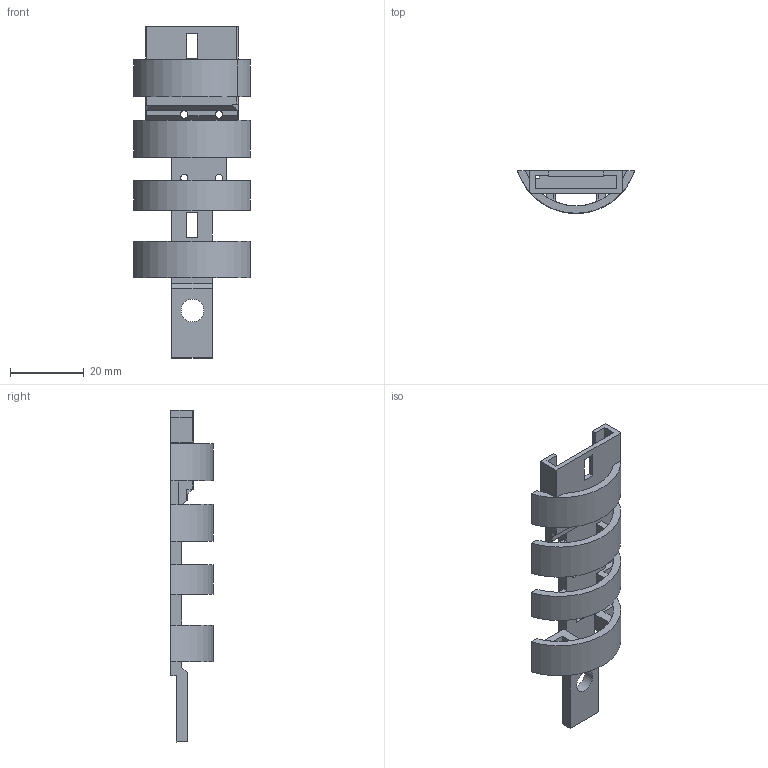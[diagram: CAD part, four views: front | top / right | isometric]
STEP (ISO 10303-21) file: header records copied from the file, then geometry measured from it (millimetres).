
FILE_DESCRIPTION(/* description */ (''),/* implementation_level */ '2;1');
FILE_NAME(/* name */ '9b91b814-a5dd-4345-b342-5db265587127.stp',/* time_stamp */ '2022-02-22T21:19:54+00:00',/* author */ (''),/* organization */ (''),/* preprocessor_version */ 'ST-DEVELOPER v18.1',/* originating_system */ 'Autodesk Translation Framework v10.13.0.1454',/* authorisation */ '');
FILE_SCHEMA (('AUTOMOTIVE_DESIGN { 1 0 10303 214 3 1 1 }'));
Length unit declared in the file: millimetre
Products named in the file (9): T-Stick - export - imu bed; T-Stick - internal structure v72; battery_cap; esp_cap; capsense_bed+arcs; tinypico + imu_bed+arcs (1); dummy_bed+arcs; poles; small pin (1)
Assembly tree (9 placements, depth 3):
  T-Stick - export - imu bed
    T-Stick - internal structure v72
      battery_cap
      esp_cap
      capsense_bed+arcs
      dummy_bed+arcs  x2
      tinypico + imu_bed+arcs (1)
      poles
    small pin (1)
Bounding box: 31.7 x 11.55 x 90 mm (x, y, z)
Volume: 7580.4 mm3; surface area: 8672.6 mm2
Topology: 1 solids, 1 shells, 362 faces, 1072 edges, 712 vertices
Faces by surface type: plane 254, bspline 89, cylinder 19
Full cylindrical faces by diameter (mm): 2 x4, 6.2 x1
Entity records: 13177 total; most frequent: CARTESIAN_POINT 3677, ORIENTED_EDGE 2144, DIRECTION 1568, EDGE_CURVE 1072, LINE 802, VECTOR 802, VERTEX_POINT 712, EDGE_LOOP 410
